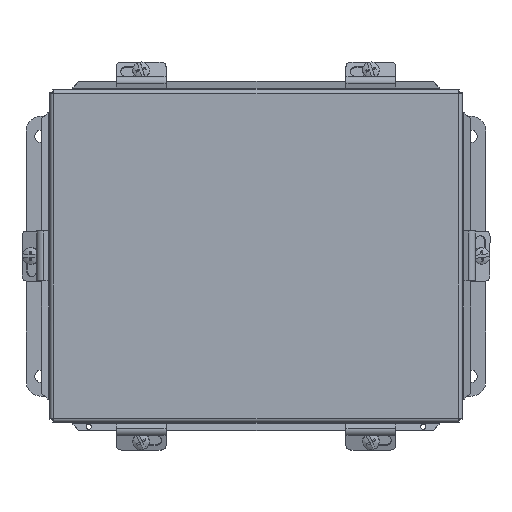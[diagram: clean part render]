
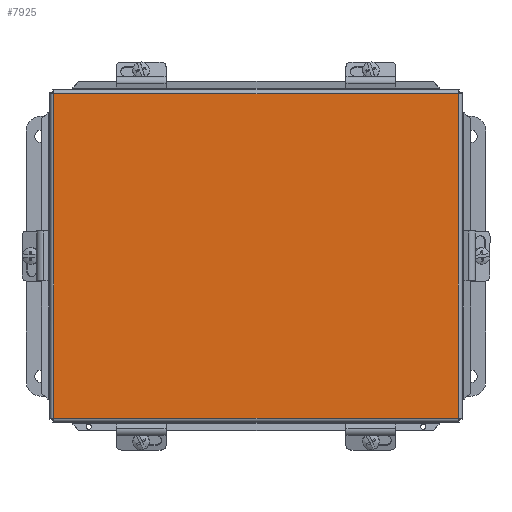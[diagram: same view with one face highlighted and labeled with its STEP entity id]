
A CAD part, top view. The second image highlights one B-rep face of the part: STEP entity #7925.
In plain terms, the highlighted face is planar.
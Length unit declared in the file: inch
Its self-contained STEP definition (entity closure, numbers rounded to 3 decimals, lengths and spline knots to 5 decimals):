
#11 = LINE ( 'NONE', #11283, #13448 ) ;
#520 = VECTOR ( 'NONE', #7121, 39.37008 ) ;
#951 = PLANE ( 'NONE',  #9282 ) ;
#1316 = VERTEX_POINT ( 'NONE', #8028 ) ;
#1345 = CARTESIAN_POINT ( 'NONE',  ( 8.21675, 0.09325, 0. ) ) ;
#1461 = ORIENTED_EDGE ( 'NONE', *, *, #6829, .T. ) ;
#1634 = LINE ( 'NONE', #13613, #12621 ) ;
#2801 = DIRECTION ( 'NONE',  ( 0., -1., 0. ) ) ;
#3592 = CARTESIAN_POINT ( 'NONE',  ( 8.21675, 0.09325, 0. ) ) ;
#3803 = ORIENTED_EDGE ( 'NONE', *, *, #10473, .T. ) ;
#3813 = DIRECTION ( 'NONE',  ( 0., 1., 0. ) ) ;
#4224 = CARTESIAN_POINT ( 'NONE',  ( 4.155, 5.155, 0. ) ) ;
#4344 = ORIENTED_EDGE ( 'NONE', *, *, #10741, .T. ) ;
#4609 = VECTOR ( 'NONE', #7789, 39.37008 ) ;
#5195 = VERTEX_POINT ( 'NONE', #13390 ) ;
#5303 = DIRECTION ( 'NONE',  ( 1., 0., 0. ) ) ;
#6083 = CARTESIAN_POINT ( 'NONE',  ( 0.09325, 10.21675, 0. ) ) ;
#6829 = EDGE_CURVE ( 'NONE', #5195, #7142, #1634, .T. ) ;
#7121 = DIRECTION ( 'NONE',  ( 1., 0., 0. ) ) ;
#7142 = VERTEX_POINT ( 'NONE', #3592 ) ;
#7789 = DIRECTION ( 'NONE',  ( -1., 0., 0. ) ) ;
#7925 = ADVANCED_FACE ( 'NONE', ( #11458 ), #951, .F. ) ;
#8028 = CARTESIAN_POINT ( 'NONE',  ( 0.09325, 0.09325, 0. ) ) ;
#8298 = ORIENTED_EDGE ( 'NONE', *, *, #8894, .T. ) ;
#8894 = EDGE_CURVE ( 'NONE', #13695, #5195, #9090, .T. ) ;
#9090 = LINE ( 'NONE', #6083, #520 ) ;
#9282 = AXIS2_PLACEMENT_3D ( 'NONE', #4224, #11698, #5303 ) ;
#9759 = EDGE_LOOP ( 'NONE', ( #1461, #4344, #3803, #8298 ) ) ;
#10347 = LINE ( 'NONE', #1345, #4609 ) ;
#10473 = EDGE_CURVE ( 'NONE', #1316, #13695, #11, .T. ) ;
#10741 = EDGE_CURVE ( 'NONE', #7142, #1316, #10347, .T. ) ;
#11283 = CARTESIAN_POINT ( 'NONE',  ( 0.09325, 0.09325, 0. ) ) ;
#11458 = FACE_OUTER_BOUND ( 'NONE', #9759, .T. ) ;
#11508 = CARTESIAN_POINT ( 'NONE',  ( 0.09325, 10.21675, 0. ) ) ;
#11698 = DIRECTION ( 'NONE',  ( 0., 0., 1. ) ) ;
#12621 = VECTOR ( 'NONE', #2801, 39.37008 ) ;
#13390 = CARTESIAN_POINT ( 'NONE',  ( 8.21675, 10.21675, 0. ) ) ;
#13448 = VECTOR ( 'NONE', #3813, 39.37008 ) ;
#13613 = CARTESIAN_POINT ( 'NONE',  ( 8.21675, 10.21675, 0. ) ) ;
#13695 = VERTEX_POINT ( 'NONE', #11508 ) ;
